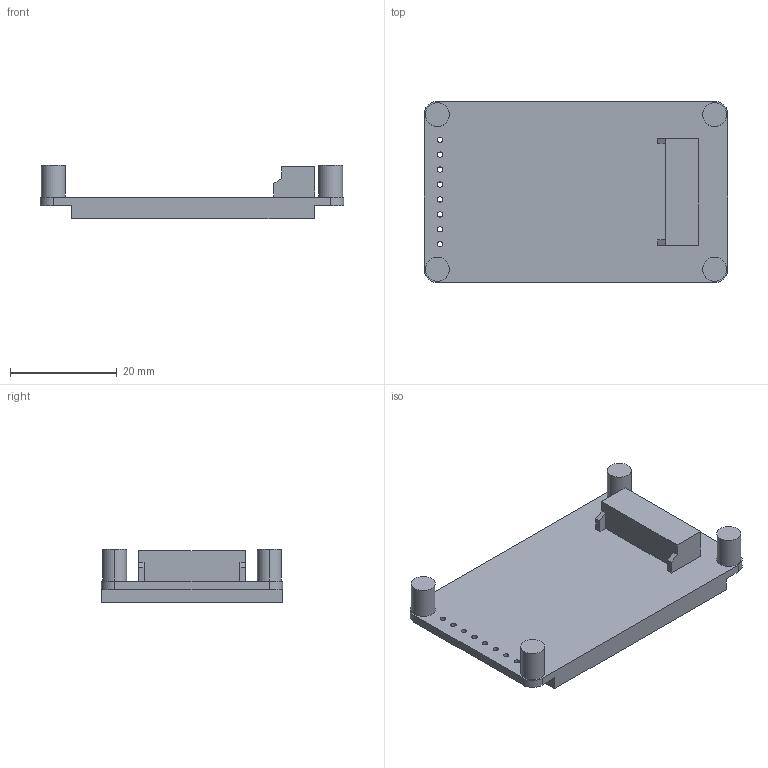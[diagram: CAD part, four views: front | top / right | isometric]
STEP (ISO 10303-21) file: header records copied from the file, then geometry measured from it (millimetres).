
FILE_DESCRIPTION((''),'2;1');
FILE_NAME('18INCHLCDMODULE','2021-06-18T',('Administrator'),(''),'PRO/ENGINEER BY PARAMETRIC TECHNOLOGY CORPORATION, 2001280','PRO/ENGINEER BY PARAMETRIC TECHNOLOGY CORPORATION, 2001280','');
FILE_SCHEMA(('CONFIG_CONTROL_DESIGN'));
Length unit declared in the file: millimetre
Products named in the file (1): 18INCHLCDMODULE
Bounding box: 57 x 34 x 10.1 mm (x, y, z)
Volume: 7948.6 mm3; surface area: 5241.9 mm2
Topology: 1 solids, 1 shells, 58 faces, 150 edges, 100 vertices
Faces by surface type: plane 30, cylinder 28
Entity records: 1860 total; most frequent: DIRECTION 322, CARTESIAN_POINT 308, ORIENTED_EDGE 300, EDGE_CURVE 150, AXIS2_PLACEMENT_3D 114, VERTEX_POINT 100, VECTOR 94, LINE 94
